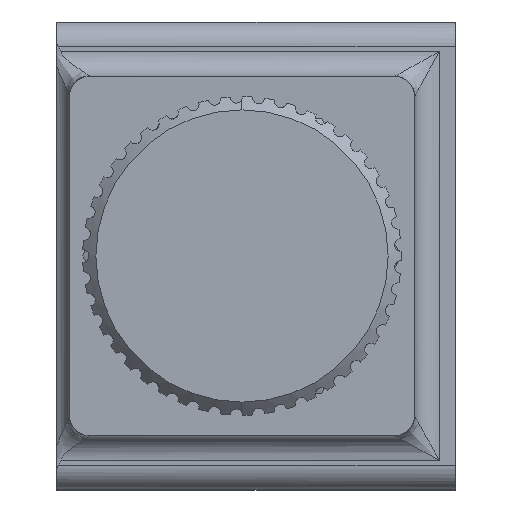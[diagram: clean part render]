
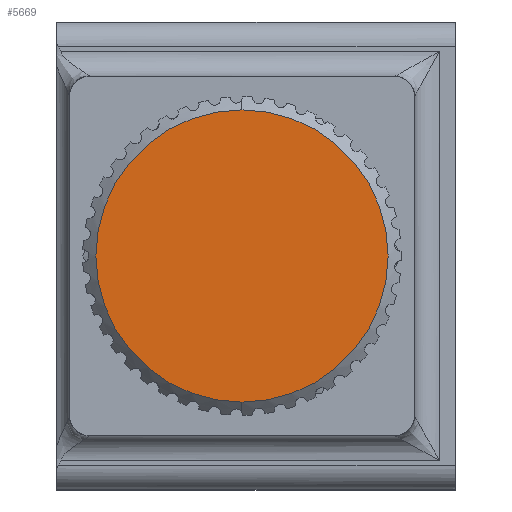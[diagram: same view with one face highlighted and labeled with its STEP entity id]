
A CAD part, left-side view. The second image highlights one B-rep face of the part: STEP entity #5669.
In plain terms, the highlighted planar face has unit normal (-1, 0, 0).
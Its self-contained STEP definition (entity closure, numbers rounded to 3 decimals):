
#365 = AXIS2_PLACEMENT_3D ( 'NONE', #7628, #4245, #12267 ) ;
#442 = FACE_OUTER_BOUND ( 'NONE', #8613, .T. ) ;
#503 = VERTEX_POINT ( 'NONE', #7553 ) ;
#639 = ORIENTED_EDGE ( 'NONE', *, *, #8230, .T. ) ;
#673 = AXIS2_PLACEMENT_3D ( 'NONE', #2222, #10237, #3375 ) ;
#691 = CIRCLE ( 'NONE', #6486, 14.674 ) ;
#2222 = CARTESIAN_POINT ( 'NONE',  ( -103.3, 21.406, 0. ) ) ;
#3115 = PLANE ( 'NONE',  #365 ) ;
#3375 = DIRECTION ( 'NONE',  ( 0., 0., -1. ) ) ;
#4245 = DIRECTION ( 'NONE',  ( 1., 0., 0. ) ) ;
#5669 = ADVANCED_FACE ( 'NONE', ( #442 ), #3115, .F. ) ;
#5740 = CARTESIAN_POINT ( 'NONE',  ( -103.3, 21.406, 0. ) ) ;
#6486 = AXIS2_PLACEMENT_3D ( 'NONE', #5740, #13735, #6883 ) ;
#6662 = CIRCLE ( 'NONE', #673, 14.674 ) ;
#6883 = DIRECTION ( 'NONE',  ( 0., 0., -1. ) ) ;
#7376 = VERTEX_POINT ( 'NONE', #8379 ) ;
#7553 = CARTESIAN_POINT ( 'NONE',  ( -103.3, 21.406, 14.674 ) ) ;
#7628 = CARTESIAN_POINT ( 'NONE',  ( -103.3, 37.406, 0. ) ) ;
#8230 = EDGE_CURVE ( 'NONE', #503, #7376, #6662, .T. ) ;
#8379 = CARTESIAN_POINT ( 'NONE',  ( -103.3, 21.406, -14.674 ) ) ;
#8613 = EDGE_LOOP ( 'NONE', ( #11157, #639 ) ) ;
#10237 = DIRECTION ( 'NONE',  ( -1., 0., 0. ) ) ;
#11157 = ORIENTED_EDGE ( 'NONE', *, *, #14079, .T. ) ;
#12267 = DIRECTION ( 'NONE',  ( 0., 0., 1. ) ) ;
#13735 = DIRECTION ( 'NONE',  ( -1., 0., 0. ) ) ;
#14079 = EDGE_CURVE ( 'NONE', #7376, #503, #691, .T. ) ;
